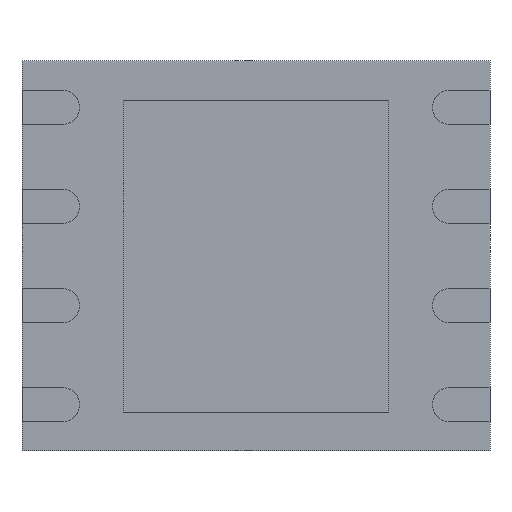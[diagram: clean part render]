
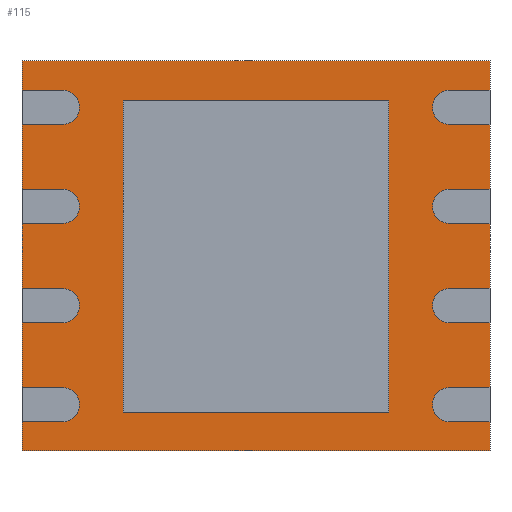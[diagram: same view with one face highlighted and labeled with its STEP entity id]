
A CAD part, front view. The second image highlights one B-rep face of the part: STEP entity #115.
In plain terms, the highlighted planar face has unit normal (0, -1, 0).
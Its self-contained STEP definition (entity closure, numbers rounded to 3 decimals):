
#79 = EDGE_CURVE('',#80,#82,#84,.T.);
#80 = VERTEX_POINT('',#81);
#81 = CARTESIAN_POINT('',(-3.,0.05,-2.5));
#82 = VERTEX_POINT('',#83);
#83 = CARTESIAN_POINT('',(3.,0.05,-2.5));
#84 = LINE('',#85,#86);
#85 = CARTESIAN_POINT('',(-3.,0.05,-2.5));
#86 = VECTOR('',#87,1.);
#87 = DIRECTION('',(1.,0.,0.));
#115 = ADVANCED_FACE('',(#116),#141,.T.);
#116 = FACE_BOUND('',#117,.T.);
#117 = EDGE_LOOP('',(#118,#119,#127,#135));
#118 = ORIENTED_EDGE('',*,*,#79,.T.);
#119 = ORIENTED_EDGE('',*,*,#120,.T.);
#120 = EDGE_CURVE('',#82,#121,#123,.T.);
#121 = VERTEX_POINT('',#122);
#122 = CARTESIAN_POINT('',(3.,0.05,2.5));
#123 = LINE('',#124,#125);
#124 = CARTESIAN_POINT('',(3.,0.05,-2.5));
#125 = VECTOR('',#126,1.);
#126 = DIRECTION('',(0.,0.,1.));
#127 = ORIENTED_EDGE('',*,*,#128,.T.);
#128 = EDGE_CURVE('',#121,#129,#131,.T.);
#129 = VERTEX_POINT('',#130);
#130 = CARTESIAN_POINT('',(-3.,0.05,2.5));
#131 = LINE('',#132,#133);
#132 = CARTESIAN_POINT('',(3.,0.05,2.5));
#133 = VECTOR('',#134,1.);
#134 = DIRECTION('',(-1.,0.,0.));
#135 = ORIENTED_EDGE('',*,*,#136,.T.);
#136 = EDGE_CURVE('',#129,#80,#137,.T.);
#137 = LINE('',#138,#139);
#138 = CARTESIAN_POINT('',(-3.,0.05,2.5));
#139 = VECTOR('',#140,1.);
#140 = DIRECTION('',(0.,0.,-1.));
#141 = PLANE('',#142);
#142 = AXIS2_PLACEMENT_3D('',#143,#144,#145);
#143 = CARTESIAN_POINT('',(0.,0.05,0.));
#144 = DIRECTION('',(-0.,-1.,-0.));
#145 = DIRECTION('',(0.,0.,-1.));
